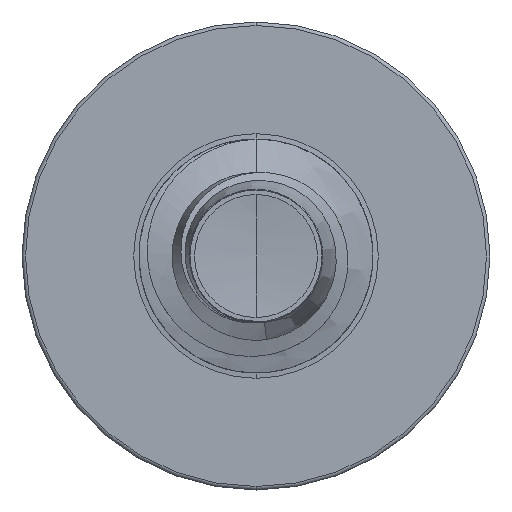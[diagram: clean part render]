
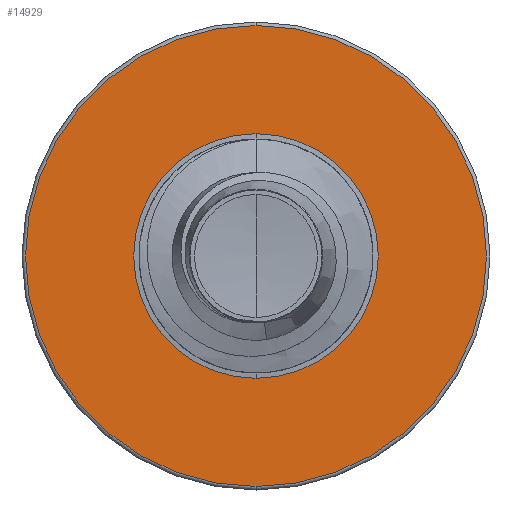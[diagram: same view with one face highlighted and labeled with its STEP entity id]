
A CAD part, front view. The second image highlights one B-rep face of the part: STEP entity #14929.
In plain terms, the highlighted planar face has unit normal (0, -1, 0).
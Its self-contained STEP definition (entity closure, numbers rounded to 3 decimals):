
#3 = CARTESIAN_POINT ( 'NONE',  ( 0., 7., 1.15 ) ) ;
#2052 = DIRECTION ( 'NONE',  ( 0., 0., 1. ) ) ;
#2070 = DIRECTION ( 'NONE',  ( 0., 1., 0. ) ) ;
#2077 = CARTESIAN_POINT ( 'NONE',  ( 0., 7., 0. ) ) ;
#2326 = EDGE_LOOP ( 'NONE', ( #3570, #7485 ) ) ;
#2742 = AXIS2_PLACEMENT_3D ( 'NONE', #2077, #2070, #2052 ) ;
#3035 = AXIS2_PLACEMENT_3D ( 'NONE', #11976, #11908, #9616 ) ;
#3570 = ORIENTED_EDGE ( 'NONE', *, *, #8520, .T. ) ;
#4090 = FACE_OUTER_BOUND ( 'NONE', #12581, .T. ) ;
#4619 = CIRCLE ( 'NONE', #2742, 2.167 ) ;
#5061 = ORIENTED_EDGE ( 'NONE', *, *, #12023, .F. ) ;
#5820 = CIRCLE ( 'NONE', #10431, 1.15 ) ;
#6325 = VERTEX_POINT ( 'NONE', #16745 ) ;
#7485 = ORIENTED_EDGE ( 'NONE', *, *, #16896, .T. ) ;
#7809 = ORIENTED_EDGE ( 'NONE', *, *, #12687, .F. ) ;
#8520 = EDGE_CURVE ( 'NONE', #14498, #12349, #10574, .T. ) ;
#8770 = FACE_BOUND ( 'NONE', #2326, .T. ) ;
#8821 = DIRECTION ( 'NONE',  ( 0., 0., 1. ) ) ;
#8837 = DIRECTION ( 'NONE',  ( 0., 1., 0. ) ) ;
#8845 = CARTESIAN_POINT ( 'NONE',  ( 0., 7., 0. ) ) ;
#8917 = AXIS2_PLACEMENT_3D ( 'NONE', #10948, #10930, #10926 ) ;
#9616 = DIRECTION ( 'NONE',  ( 0., 0., 1. ) ) ;
#10139 = AXIS2_PLACEMENT_3D ( 'NONE', #12891, #12873, #12865 ) ;
#10431 = AXIS2_PLACEMENT_3D ( 'NONE', #8845, #8837, #8821 ) ;
#10574 = CIRCLE ( 'NONE', #8917, 1.15 ) ;
#10803 = CARTESIAN_POINT ( 'NONE',  ( 0., 7., -1.15 ) ) ;
#10926 = DIRECTION ( 'NONE',  ( 0., 0., 1. ) ) ;
#10930 = DIRECTION ( 'NONE',  ( 0., 1., 0. ) ) ;
#10948 = CARTESIAN_POINT ( 'NONE',  ( 0., 7., 0. ) ) ;
#11653 = PLANE ( 'NONE',  #3035 ) ;
#11908 = DIRECTION ( 'NONE',  ( 0., 1., 0. ) ) ;
#11976 = CARTESIAN_POINT ( 'NONE',  ( 0., 7., -1.15 ) ) ;
#12023 = EDGE_CURVE ( 'NONE', #6325, #12088, #14827, .T. ) ;
#12088 = VERTEX_POINT ( 'NONE', #12470 ) ;
#12349 = VERTEX_POINT ( 'NONE', #10803 ) ;
#12470 = CARTESIAN_POINT ( 'NONE',  ( 0., 7., 2.167 ) ) ;
#12581 = EDGE_LOOP ( 'NONE', ( #7809, #5061 ) ) ;
#12687 = EDGE_CURVE ( 'NONE', #12088, #6325, #4619, .T. ) ;
#12865 = DIRECTION ( 'NONE',  ( 0., 0., 1. ) ) ;
#12873 = DIRECTION ( 'NONE',  ( 0., 1., 0. ) ) ;
#12891 = CARTESIAN_POINT ( 'NONE',  ( 0., 7., 0. ) ) ;
#14498 = VERTEX_POINT ( 'NONE', #3 ) ;
#14827 = CIRCLE ( 'NONE', #10139, 2.167 ) ;
#14929 = ADVANCED_FACE ( 'NONE', ( #4090, #8770 ), #11653, .F. ) ;
#16745 = CARTESIAN_POINT ( 'NONE',  ( 0., 7., -2.167 ) ) ;
#16896 = EDGE_CURVE ( 'NONE', #12349, #14498, #5820, .T. ) ;
